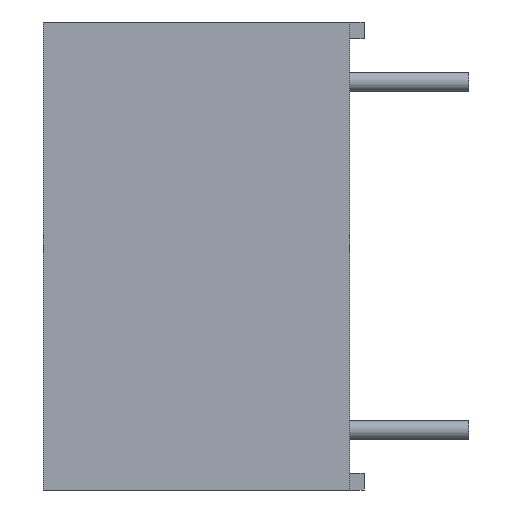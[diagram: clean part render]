
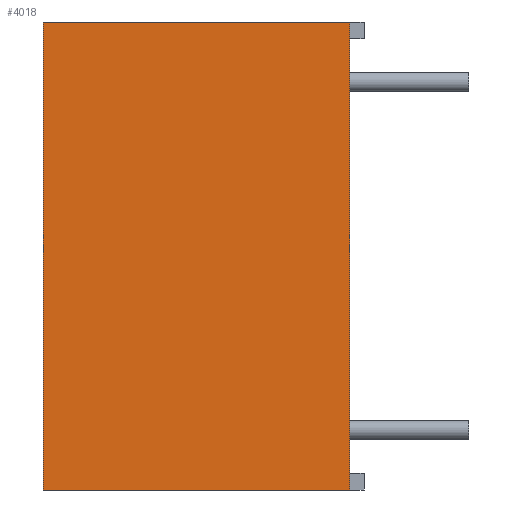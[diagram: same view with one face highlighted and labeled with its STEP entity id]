
A CAD part, left-side view. The second image highlights one B-rep face of the part: STEP entity #4018.
In plain terms, the highlighted planar face has unit normal (-1, 0, 0).
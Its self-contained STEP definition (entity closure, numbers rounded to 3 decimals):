
#3139 = EDGE_CURVE('',#3140,#3142,#3144,.T.);
#3140 = VERTEX_POINT('',#3141);
#3141 = CARTESIAN_POINT('',(-18.9,15.65,11.95));
#3142 = VERTEX_POINT('',#3143);
#3143 = CARTESIAN_POINT('',(-18.9,15.65,-11.95));
#3144 = LINE('',#3145,#3146);
#3145 = CARTESIAN_POINT('',(-18.9,15.65,0.));
#3146 = VECTOR('',#3147,1.);
#3147 = DIRECTION('',(0.,0.,-1.));
#3763 = VERTEX_POINT('',#3764);
#3764 = CARTESIAN_POINT('',(-18.9,0.,11.95));
#3770 = EDGE_CURVE('',#3763,#3771,#3773,.T.);
#3771 = VERTEX_POINT('',#3772);
#3772 = CARTESIAN_POINT('',(-18.9,0.,-11.95));
#3773 = LINE('',#3774,#3775);
#3774 = CARTESIAN_POINT('',(-18.9,0.,0.));
#3775 = VECTOR('',#3776,1.);
#3776 = DIRECTION('',(0.,0.,-1.));
#4001 = EDGE_CURVE('',#3771,#3142,#4002,.T.);
#4002 = LINE('',#4003,#4004);
#4003 = CARTESIAN_POINT('',(-18.9,0.,-11.95));
#4004 = VECTOR('',#4005,1.);
#4005 = DIRECTION('',(0.,1.,0.));
#4018 = ADVANCED_FACE('',(#4019),#4030,.T.);
#4019 = FACE_BOUND('',#4020,.T.);
#4020 = EDGE_LOOP('',(#4021,#4022,#4028,#4029));
#4021 = ORIENTED_EDGE('',*,*,#3770,.F.);
#4022 = ORIENTED_EDGE('',*,*,#4023,.F.);
#4023 = EDGE_CURVE('',#3140,#3763,#4024,.T.);
#4024 = LINE('',#4025,#4026);
#4025 = CARTESIAN_POINT('',(-18.9,0.,11.95));
#4026 = VECTOR('',#4027,1.);
#4027 = DIRECTION('',(0.,-1.,0.));
#4028 = ORIENTED_EDGE('',*,*,#3139,.T.);
#4029 = ORIENTED_EDGE('',*,*,#4001,.F.);
#4030 = PLANE('',#4031);
#4031 = AXIS2_PLACEMENT_3D('',#4032,#4033,#4034);
#4032 = CARTESIAN_POINT('',(-18.9,15.65,0.));
#4033 = DIRECTION('',(-1.,0.,0.));
#4034 = DIRECTION('',(0.,-1.,0.));
